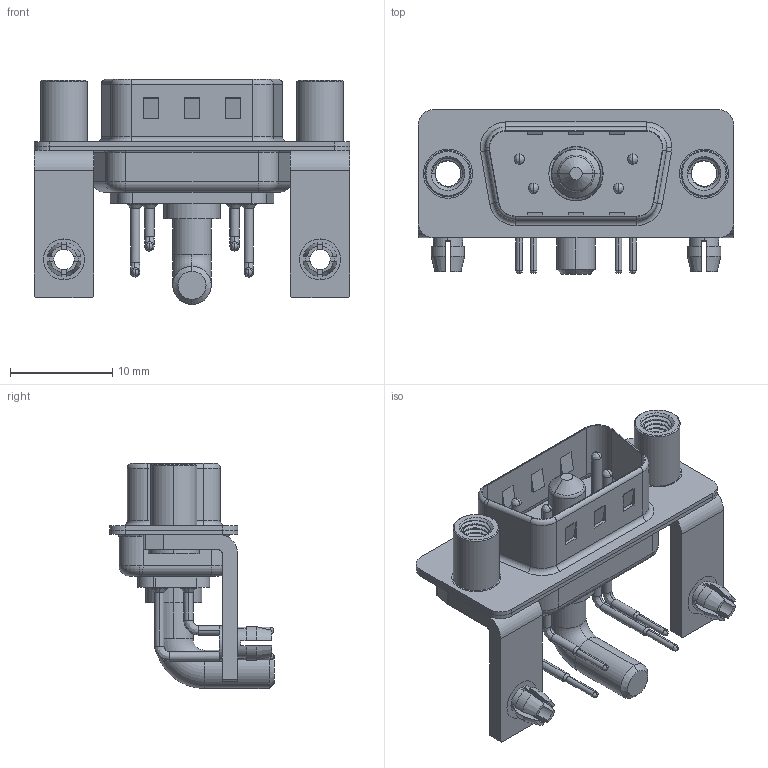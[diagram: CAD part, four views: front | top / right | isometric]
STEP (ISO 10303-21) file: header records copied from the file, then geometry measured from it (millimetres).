
FILE_DESCRIPTION (( 'STEP AP203' ), '1' );
FILE_NAME ('629-5W1-240-4TD.STEP', '2022-05-09T15:25:56', ( '' ), ( '' ), 'SwSTEP 2.0', 'SolidWorks 2020', '' );
FILE_SCHEMA (( 'CONFIG_CONTROL_DESIGN' ));
Length unit declared in the file: millimetre
Products named in the file (10): 629Combo Board Lock; 629-5W1-240-4TD; 629Combo Contact Row 2; 629Combo Shell Front_09 Contacts; 629Combo Threaded Standoff_D; 629Combo Shell Rear_09 Contacts; Power Pin_40A RA; 629Combo Contact Row 1; 629Combo Housing_5W1; 629Combo Stabilizer Bracket
Assembly tree (14 placements, depth 2):
  629-5W1-240-4TD
    629Combo Housing_5W1
    629Combo Shell Rear_09 Contacts
    629Combo Shell Front_09 Contacts
    629Combo Stabilizer Bracket  x2
    629Combo Board Lock  x2
    629Combo Threaded Standoff_D  x2
    Power Pin_40A RA
    629Combo Contact Row 1  x2
    629Combo Contact Row 2  x2
Bounding box: 30.8 x 16.05 x 21.98 mm (x, y, z)
Volume: 1970.4 mm3; surface area: 4950.5 mm2
Topology: 15 solids, 15 shells, 977 faces, 2607 edges, 1680 vertices
Faces by surface type: plane 443, cylinder 398, torus 54, cone 51, bspline 31
Entity records: 23374 total; most frequent: CARTESIAN_POINT 6075, DIRECTION 3471, ORIENTED_EDGE 3346, EDGE_CURVE 1673, AXIS2_PLACEMENT_3D 1254, VERTEX_POINT 1077, LINE 963, VECTOR 963
